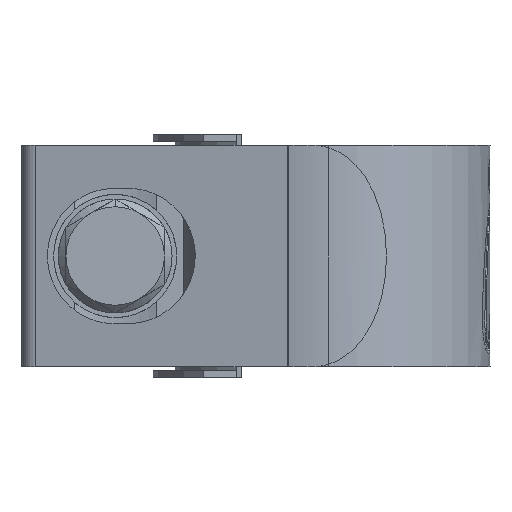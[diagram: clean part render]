
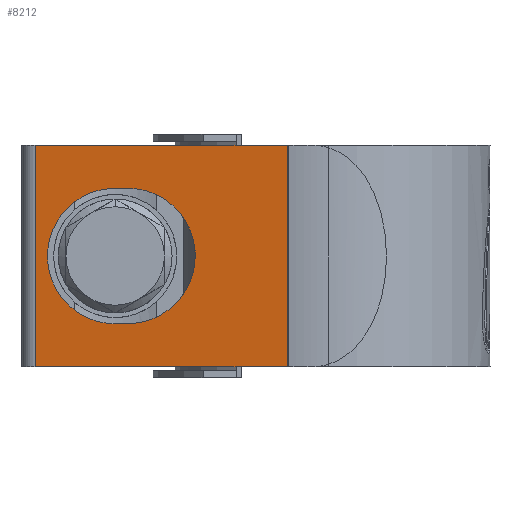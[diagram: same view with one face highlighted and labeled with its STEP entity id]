
A CAD part, left-side view. The second image highlights one B-rep face of the part: STEP entity #8212.
In plain terms, the highlighted planar face has unit normal (-0.985, 0.175, 0).
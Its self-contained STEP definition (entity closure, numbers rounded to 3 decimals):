
#138 = CARTESIAN_POINT ( 'NONE',  ( -11.089, 16.334, 5.5 ) ) ;
#425 = DIRECTION ( 'NONE',  ( 0., 0., -1. ) ) ;
#476 = VECTOR ( 'NONE', #425, 1000. ) ;
#1152 = DIRECTION ( 'NONE',  ( -0.175, -0.985, 0. ) ) ;
#1321 = LINE ( 'NONE', #6373, #24367 ) ;
#2212 = CARTESIAN_POINT ( 'NONE',  ( -13.388, 3.366, 9. ) ) ;
#2480 = EDGE_CURVE ( 'NONE', #28972, #9580, #12966, .T. ) ;
#2557 = EDGE_LOOP ( 'NONE', ( #4112, #11269, #26842, #11100 ) ) ;
#2689 = EDGE_CURVE ( 'NONE', #27396, #30580, #19178, .T. ) ;
#3148 = DIRECTION ( 'NONE',  ( 0.985, -0.175, 0. ) ) ;
#3823 = EDGE_CURVE ( 'NONE', #9580, #15870, #1321, .T. ) ;
#4112 = ORIENTED_EDGE ( 'NONE', *, *, #3823, .T. ) ;
#4809 = LINE ( 'NONE', #2212, #16262 ) ;
#5808 = CARTESIAN_POINT ( 'NONE',  ( -8.961, 28.334, -5.5 ) ) ;
#6373 = CARTESIAN_POINT ( 'NONE',  ( -13.388, 3.366, -9. ) ) ;
#6859 = ORIENTED_EDGE ( 'NONE', *, *, #2689, .F. ) ;
#7029 = VERTEX_POINT ( 'NONE', #26865 ) ;
#7178 = CARTESIAN_POINT ( 'NONE',  ( -13.388, 3.366, -9. ) ) ;
#7576 = CARTESIAN_POINT ( 'NONE',  ( -9.76, 23.827, 9. ) ) ;
#7973 = CARTESIAN_POINT ( 'NONE',  ( -13.039, 5.334, -5.5 ) ) ;
#8212 = ADVANCED_FACE ( 'NONE', ( #13934, #16027 ), #16379, .F. ) ;
#9557 = CARTESIAN_POINT ( 'NONE',  ( -11.089, 16.334, -5.5 ) ) ;
#9580 = VERTEX_POINT ( 'NONE', #31002 ) ;
#10260 = VERTEX_POINT ( 'NONE', #17392 ) ;
#10528 = AXIS2_PLACEMENT_3D ( 'NONE', #24551, #3148, #13411 ) ;
#10898 = DIRECTION ( 'NONE',  ( 0., 0., -1. ) ) ;
#11100 = ORIENTED_EDGE ( 'NONE', *, *, #2480, .T. ) ;
#11269 = ORIENTED_EDGE ( 'NONE', *, *, #31724, .F. ) ;
#12432 = VECTOR ( 'NONE', #23300, 1000. ) ;
#12821 = DIRECTION ( 'NONE',  ( -0.175, -0.985, 0. ) ) ;
#12966 = LINE ( 'NONE', #31582, #476 ) ;
#13411 = DIRECTION ( 'NONE',  ( 0.175, 0.985, 0. ) ) ;
#13934 = FACE_OUTER_BOUND ( 'NONE', #2557, .T. ) ;
#15870 = VERTEX_POINT ( 'NONE', #7178 ) ;
#16027 = FACE_BOUND ( 'NONE', #31118, .T. ) ;
#16262 = VECTOR ( 'NONE', #12821, 1000. ) ;
#16379 = PLANE ( 'NONE',  #10528 ) ;
#17392 = CARTESIAN_POINT ( 'NONE',  ( -11.089, 16.334, 5.5 ) ) ;
#18592 = CARTESIAN_POINT ( 'NONE',  ( -13.039, 5.334, 5.5 ) ) ;
#18744 = LINE ( 'NONE', #29338, #21338 ) ;
#19178 = LINE ( 'NONE', #32732, #34370 ) ;
#20218 = CARTESIAN_POINT ( 'NONE',  ( -13.388, 3.366, 9. ) ) ;
#20757 = ORIENTED_EDGE ( 'NONE', *, *, #22852, .F. ) ;
#21338 = VECTOR ( 'NONE', #10898, 1000. ) ;
#21443 = VERTEX_POINT ( 'NONE', #20218 ) ;
#22852 = EDGE_CURVE ( 'NONE', #30580, #10260, #31639, .T. ) ;
#23300 = DIRECTION ( 'NONE',  ( 0.175, 0.985, 0. ) ) ;
#24367 = VECTOR ( 'NONE', #1152, 1000. ) ;
#24403 = ORIENTED_EDGE ( 'NONE', *, *, #30787, .F. ) ;
#24551 = CARTESIAN_POINT ( 'NONE',  ( -13.388, 3.366, 9. ) ) ;
#25005 = EDGE_CURVE ( 'NONE', #28972, #21443, #4809, .T. ) ;
#25678 = CARTESIAN_POINT ( 'NONE',  ( -10.911, 17.334, 5.5 ) ) ;
#26842 = ORIENTED_EDGE ( 'NONE', *, *, #25005, .F. ) ;
#26865 = CARTESIAN_POINT ( 'NONE',  ( -10.911, 17.334, 5.5 ) ) ;
#27396 = VERTEX_POINT ( 'NONE', #32001 ) ;
#27834 = LINE ( 'NONE', #33223, #12432 ) ;
#28972 = VERTEX_POINT ( 'NONE', #7576 ) ;
#29316 = EDGE_CURVE ( 'NONE', #7029, #27396, #32752, .T. ) ;
#29338 = CARTESIAN_POINT ( 'NONE',  ( -13.388, 3.366, 9. ) ) ;
#29649 = CARTESIAN_POINT ( 'NONE',  ( -8.961, 28.334, 5.5 ) ) ;
#29779 = DIRECTION ( 'NONE',  ( -0.175, -0.985, 0. ) ) ;
#30580 = VERTEX_POINT ( 'NONE', #9557 ) ;
#30787 = EDGE_CURVE ( 'NONE', #10260, #7029, #27834, .T. ) ;
#31002 = CARTESIAN_POINT ( 'NONE',  ( -9.76, 23.827, -9. ) ) ;
#31118 = EDGE_LOOP ( 'NONE', ( #20757, #6859, #34192, #24403 ) ) ;
#31582 = CARTESIAN_POINT ( 'NONE',  ( -9.76, 23.827, 9. ) ) ;
#31639 =( BOUNDED_CURVE ( )  B_SPLINE_CURVE ( 3, ( #31806, #7973, #18592, #138 ),
 .UNSPECIFIED., .F., .F. ) 
 B_SPLINE_CURVE_WITH_KNOTS ( ( 4, 4 ),
 ( 4.712, 7.854 ),
 .UNSPECIFIED. ) 
 CURVE ( )  GEOMETRIC_REPRESENTATION_ITEM ( )  RATIONAL_B_SPLINE_CURVE ( ( 1., 0.333, 0.333, 1. ) ) 
 REPRESENTATION_ITEM ( '' )  );
#31724 = EDGE_CURVE ( 'NONE', #21443, #15870, #18744, .T. ) ;
#31806 = CARTESIAN_POINT ( 'NONE',  ( -11.089, 16.334, -5.5 ) ) ;
#31927 = CARTESIAN_POINT ( 'NONE',  ( -10.911, 17.334, -5.5 ) ) ;
#32001 = CARTESIAN_POINT ( 'NONE',  ( -10.911, 17.334, -5.5 ) ) ;
#32732 = CARTESIAN_POINT ( 'NONE',  ( -13.388, 3.366, -5.5 ) ) ;
#32752 =( BOUNDED_CURVE ( )  B_SPLINE_CURVE ( 3, ( #25678, #29649, #5808, #31927 ),
 .UNSPECIFIED., .F., .F. ) 
 B_SPLINE_CURVE_WITH_KNOTS ( ( 4, 4 ),
 ( 1.571, 4.712 ),
 .UNSPECIFIED. ) 
 CURVE ( )  GEOMETRIC_REPRESENTATION_ITEM ( )  RATIONAL_B_SPLINE_CURVE ( ( 1., 0.333, 0.333, 1. ) ) 
 REPRESENTATION_ITEM ( '' )  );
#33223 = CARTESIAN_POINT ( 'NONE',  ( -13.388, 3.366, 5.5 ) ) ;
#34192 = ORIENTED_EDGE ( 'NONE', *, *, #29316, .F. ) ;
#34370 = VECTOR ( 'NONE', #29779, 1000. ) ;
